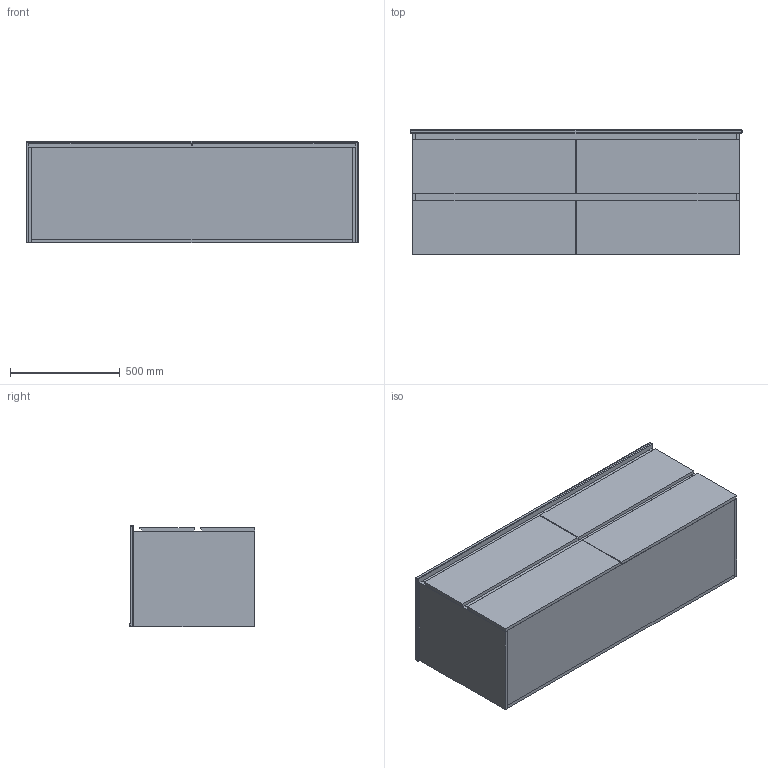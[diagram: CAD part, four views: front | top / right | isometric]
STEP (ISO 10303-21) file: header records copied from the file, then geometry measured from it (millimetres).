
FILE_DESCRIPTION (( 'STEP AP214' ), '1' );
FILE_NAME ('AD Twin Ceramic 1500D ASSEM.STEP', '2019-03-08T00:39:11', ( '' ), ( '' ), 'SwSTEP 2.0', 'SolidWorks 2015', '' );
FILE_SCHEMA (( 'AUTOMOTIVE_DESIGN' ));
Length unit declared in the file: millimetre
Products named in the file (5): 1500D Spirit top; CERAMIC OVERFLOW COVER; AD Twin Ceramic 1500D ASSEM; 1500D Spirit top ASSEM; AD Twin Ceramic 1500D
Assembly tree (5 placements, depth 3):
  AD Twin Ceramic 1500D ASSEM
    AD Twin Ceramic 1500D
    1500D Spirit top ASSEM
      1500D Spirit top
      CERAMIC OVERFLOW COVER  x2
Bounding box: 1510 x 569 x 460 mm (x, y, z)
Volume: 69039460 mm3; surface area: 9060983.2 mm2
Topology: 12 solids, 12 shells, 227 faces, 505 edges, 296 vertices
Faces by surface type: plane 139, cylinder 48, sphere 16, torus 14, bspline 10
Entity records: 5869 total; most frequent: CARTESIAN_POINT 1297, DIRECTION 865, ORIENTED_EDGE 806, EDGE_CURVE 403, AXIS2_PLACEMENT_3D 295, VECTOR 275, LINE 275, VERTEX_POINT 243
